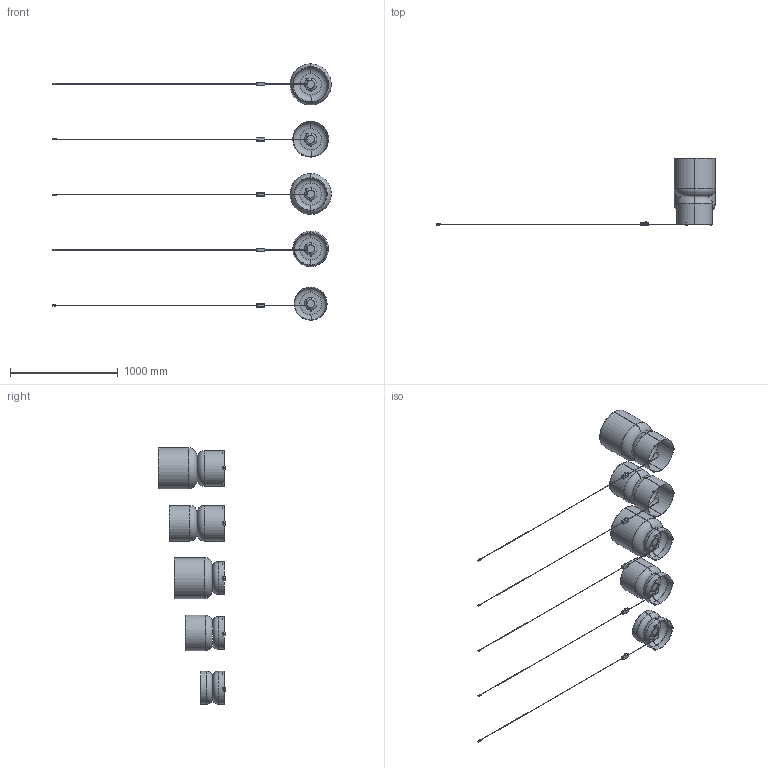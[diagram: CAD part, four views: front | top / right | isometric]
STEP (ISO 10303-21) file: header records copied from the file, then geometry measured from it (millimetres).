
FILE_DESCRIPTION (( 'STEP AP214' ), '1' );
FILE_NAME ('Pablo Designs - Totem Table - SHARE CAD - EU - 092623.STEP', '2023-09-26T21:00:33', ( '' ), ( '' ), 'SwSTEP 2.0', 'SolidWorks 2019', '' );
FILE_SCHEMA (( 'AUTOMOTIVE_DESIGN' ));
Length unit declared in the file: inch
Products named in the file (1): Pablo Designs - Totem Table - SHARE CAD - EU - 092623
Bounding box: 2580.67 x 622.11 x 2374.89 mm (x, y, z)
Volume: 8346492.5 mm3; surface area: 12134058.8 mm2
Topology: 132 solids, 132 shells, 3451 faces, 8261 edges, 5204 vertices
Faces by surface type: cylinder 1411, plane 1112, cone 354, bspline 350, torus 180, sphere 44
Entity records: 191150 total; most frequent: CARTESIAN_POINT 64837, DIRECTION 17289, ORIENTED_EDGE 16310, EDGE_CURVE 8155, AXIS2_PLACEMENT_3D 6808, VERTEX_POINT 5202, EDGE_LOOP 3921, CIRCLE 3706
